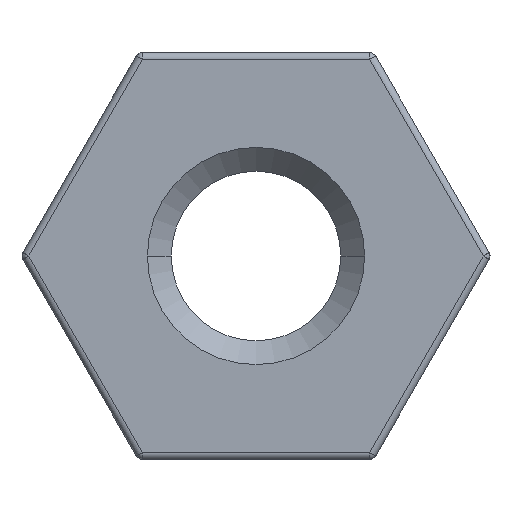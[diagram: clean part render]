
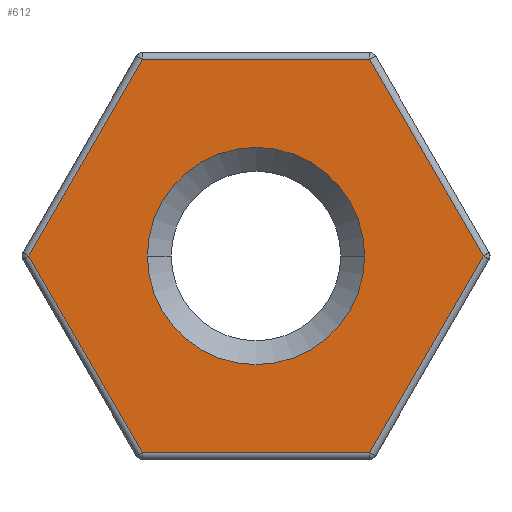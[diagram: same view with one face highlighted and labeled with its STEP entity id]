
A CAD part, left-side view. The second image highlights one B-rep face of the part: STEP entity #612.
In plain terms, the highlighted planar face has unit normal (-1, 0, 0).
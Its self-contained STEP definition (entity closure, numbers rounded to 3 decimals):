
#5 = LINE ( 'NONE', #1154, #802 ) ;
#13 = EDGE_LOOP ( 'NONE', ( #182, #1002 ) ) ;
#26 = DIRECTION ( 'NONE',  ( 0., 1., 0. ) ) ;
#29 = CARTESIAN_POINT ( 'NONE',  ( 0., -1.674, 2.9 ) ) ;
#30 = AXIS2_PLACEMENT_3D ( 'NONE', #1200, #655, #26 ) ;
#72 = EDGE_CURVE ( 'NONE', #1000, #581, #505, .T. ) ;
#80 = CARTESIAN_POINT ( 'NONE',  ( 0., 1.6, 0. ) ) ;
#105 = EDGE_CURVE ( 'NONE', #633, #1199, #1240, .T. ) ;
#137 = EDGE_CURVE ( 'NONE', #581, #1000, #1074, .T. ) ;
#139 = VECTOR ( 'NONE', #907, 1000. ) ;
#142 = EDGE_CURVE ( 'NONE', #551, #1134, #5, .T. ) ;
#156 = EDGE_CURVE ( 'NONE', #523, #633, #293, .T. ) ;
#182 = ORIENTED_EDGE ( 'NONE', *, *, #137, .T. ) ;
#184 = EDGE_CURVE ( 'NONE', #533, #551, #201, .T. ) ;
#196 = EDGE_CURVE ( 'NONE', #1199, #533, #1058, .T. ) ;
#199 = FACE_BOUND ( 'NONE', #13, .T. ) ;
#201 = LINE ( 'NONE', #631, #139 ) ;
#206 = EDGE_CURVE ( 'NONE', #1134, #523, #542, .T. ) ;
#231 = DIRECTION ( 'NONE',  ( 0., 0.5, 0.866 ) ) ;
#293 = LINE ( 'NONE', #704, #983 ) ;
#339 = VECTOR ( 'NONE', #553, 1000. ) ;
#401 = EDGE_LOOP ( 'NONE', ( #734, #463, #1218, #1269, #823, #795 ) ) ;
#428 = DIRECTION ( 'NONE',  ( 1., 0., 0. ) ) ;
#438 = CARTESIAN_POINT ( 'NONE',  ( 0., 0., 0. ) ) ;
#463 = ORIENTED_EDGE ( 'NONE', *, *, #196, .T. ) ;
#464 = CARTESIAN_POINT ( 'NONE',  ( 0., 0., 2.9 ) ) ;
#505 = CIRCLE ( 'NONE', #30, 1.6 ) ;
#511 = PLANE ( 'NONE',  #532 ) ;
#519 = VECTOR ( 'NONE', #231, 1000. ) ;
#521 = DIRECTION ( 'NONE',  ( 0., 1., 0. ) ) ;
#523 = VERTEX_POINT ( 'NONE', #595 ) ;
#532 = AXIS2_PLACEMENT_3D ( 'NONE', #601, #428, #691 ) ;
#533 = VERTEX_POINT ( 'NONE', #1137 ) ;
#542 = LINE ( 'NONE', #1102, #993 ) ;
#551 = VERTEX_POINT ( 'NONE', #683 ) ;
#553 = DIRECTION ( 'NONE',  ( 0., 1., 0. ) ) ;
#581 = VERTEX_POINT ( 'NONE', #80 ) ;
#595 = CARTESIAN_POINT ( 'NONE',  ( 0., -1.674, -2.9 ) ) ;
#601 = CARTESIAN_POINT ( 'NONE',  ( 0., 0., 0. ) ) ;
#612 = ADVANCED_FACE ( 'NONE', ( #684, #199 ), #511, .F. ) ;
#613 = DIRECTION ( 'NONE',  ( 0., -0.5, -0.866 ) ) ;
#631 = CARTESIAN_POINT ( 'NONE',  ( 0., 2.511, 1.45 ) ) ;
#633 = VERTEX_POINT ( 'NONE', #1233 ) ;
#650 = CARTESIAN_POINT ( 'NONE',  ( 0., 1.674, -2.9 ) ) ;
#655 = DIRECTION ( 'NONE',  ( 1., 0., 0. ) ) ;
#683 = CARTESIAN_POINT ( 'NONE',  ( 0., 3.349, 0. ) ) ;
#684 = FACE_OUTER_BOUND ( 'NONE', #401, .T. ) ;
#691 = DIRECTION ( 'NONE',  ( 0., 1., 0. ) ) ;
#704 = CARTESIAN_POINT ( 'NONE',  ( 0., -2.511, -1.45 ) ) ;
#734 = ORIENTED_EDGE ( 'NONE', *, *, #105, .T. ) ;
#795 = ORIENTED_EDGE ( 'NONE', *, *, #156, .T. ) ;
#802 = VECTOR ( 'NONE', #613, 1000. ) ;
#823 = ORIENTED_EDGE ( 'NONE', *, *, #206, .T. ) ;
#827 = CARTESIAN_POINT ( 'NONE',  ( 0., -2.511, 1.45 ) ) ;
#905 = AXIS2_PLACEMENT_3D ( 'NONE', #438, #1068, #521 ) ;
#907 = DIRECTION ( 'NONE',  ( 0., 0.5, -0.866 ) ) ;
#983 = VECTOR ( 'NONE', #1070, 1000. ) ;
#993 = VECTOR ( 'NONE', #1189, 1000. ) ;
#1000 = VERTEX_POINT ( 'NONE', #1003 ) ;
#1002 = ORIENTED_EDGE ( 'NONE', *, *, #72, .T. ) ;
#1003 = CARTESIAN_POINT ( 'NONE',  ( 0., -1.6, 0. ) ) ;
#1058 = LINE ( 'NONE', #464, #339 ) ;
#1068 = DIRECTION ( 'NONE',  ( 1., 0., 0. ) ) ;
#1070 = DIRECTION ( 'NONE',  ( 0., -0.5, 0.866 ) ) ;
#1074 = CIRCLE ( 'NONE', #905, 1.6 ) ;
#1102 = CARTESIAN_POINT ( 'NONE',  ( 0., 0., -2.9 ) ) ;
#1134 = VERTEX_POINT ( 'NONE', #650 ) ;
#1137 = CARTESIAN_POINT ( 'NONE',  ( 0., 1.674, 2.9 ) ) ;
#1154 = CARTESIAN_POINT ( 'NONE',  ( 0., 2.511, -1.45 ) ) ;
#1189 = DIRECTION ( 'NONE',  ( 0., -1., 0. ) ) ;
#1199 = VERTEX_POINT ( 'NONE', #29 ) ;
#1200 = CARTESIAN_POINT ( 'NONE',  ( 0., 0., 0. ) ) ;
#1218 = ORIENTED_EDGE ( 'NONE', *, *, #184, .T. ) ;
#1233 = CARTESIAN_POINT ( 'NONE',  ( 0., -3.349, 0. ) ) ;
#1240 = LINE ( 'NONE', #827, #519 ) ;
#1269 = ORIENTED_EDGE ( 'NONE', *, *, #142, .T. ) ;
